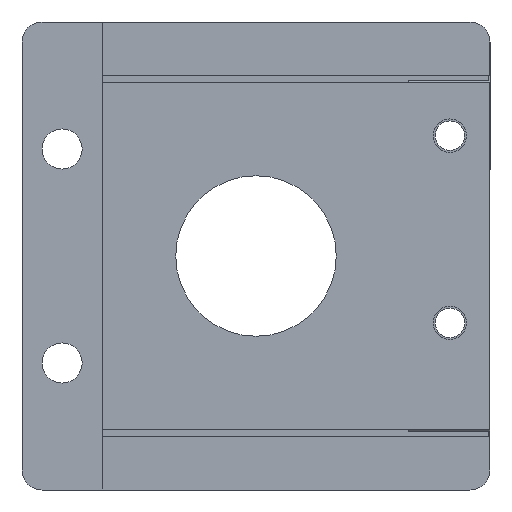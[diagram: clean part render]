
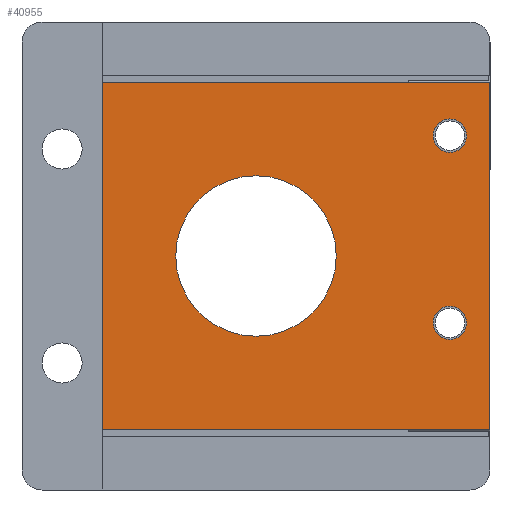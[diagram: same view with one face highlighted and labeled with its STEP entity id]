
A CAD part, front view. The second image highlights one B-rep face of the part: STEP entity #40955.
In plain terms, the highlighted planar face has unit normal (0, -1, 0).
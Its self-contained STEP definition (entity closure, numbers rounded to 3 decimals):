
#610 = VERTEX_POINT ( 'NONE', #56856 ) ;
#895 = AXIS2_PLACEMENT_3D ( 'NONE', #12852, #17843, #33209 ) ;
#1116 = ORIENTED_EDGE ( 'NONE', *, *, #16844, .T. ) ;
#1199 = AXIS2_PLACEMENT_3D ( 'NONE', #7456, #53488, #3128 ) ;
#1568 = EDGE_CURVE ( 'NONE', #48892, #25892, #48662, .T. ) ;
#1609 = CARTESIAN_POINT ( 'NONE',  ( 14.5, 0.5, -5. ) ) ;
#2535 = CARTESIAN_POINT ( 'NONE',  ( -11.5, 0.5, -17.5 ) ) ;
#3128 = DIRECTION ( 'NONE',  ( 0., 0., -1. ) ) ;
#6782 = ORIENTED_EDGE ( 'NONE', *, *, #61468, .T. ) ;
#7042 = ORIENTED_EDGE ( 'NONE', *, *, #35153, .F. ) ;
#7456 = CARTESIAN_POINT ( 'NONE',  ( 14.5, 0.5, 9. ) ) ;
#8748 = DIRECTION ( 'NONE',  ( 0., -1., 0. ) ) ;
#9078 = CARTESIAN_POINT ( 'NONE',  ( -11.5, 0.5, -13. ) ) ;
#9159 = CARTESIAN_POINT ( 'NONE',  ( 0., 0.5, 0. ) ) ;
#10925 = CARTESIAN_POINT ( 'NONE',  ( -11.5, 0.5, 13. ) ) ;
#11243 = AXIS2_PLACEMENT_3D ( 'NONE', #39035, #8748, #24089 ) ;
#11736 = ORIENTED_EDGE ( 'NONE', *, *, #35306, .F. ) ;
#12852 = CARTESIAN_POINT ( 'NONE',  ( 0., 0.5, 0. ) ) ;
#14171 = ORIENTED_EDGE ( 'NONE', *, *, #1568, .F. ) ;
#15847 = CARTESIAN_POINT ( 'NONE',  ( 0., 0.5, 6. ) ) ;
#16844 = EDGE_CURVE ( 'NONE', #18391, #63229, #28173, .T. ) ;
#17079 = LINE ( 'NONE', #52817, #38193 ) ;
#17426 = VERTEX_POINT ( 'NONE', #61260 ) ;
#17843 = DIRECTION ( 'NONE',  ( 0., -1., 0. ) ) ;
#18391 = VERTEX_POINT ( 'NONE', #10925 ) ;
#18873 = ORIENTED_EDGE ( 'NONE', *, *, #52042, .F. ) ;
#20299 = CIRCLE ( 'NONE', #1199, 1.25 ) ;
#20802 = CIRCLE ( 'NONE', #11243, 6. ) ;
#21020 = VECTOR ( 'NONE', #32598, 1000. ) ;
#21781 = CARTESIAN_POINT ( 'NONE',  ( 0., 0.5, -6. ) ) ;
#23303 = DIRECTION ( 'NONE',  ( 0., 0., 1. ) ) ;
#24089 = DIRECTION ( 'NONE',  ( 0., 0., -1. ) ) ;
#25373 = CIRCLE ( 'NONE', #50925, 1.25 ) ;
#25855 = DIRECTION ( 'NONE',  ( 0., -1., 0. ) ) ;
#25892 = VERTEX_POINT ( 'NONE', #64831 ) ;
#26104 = AXIS2_PLACEMENT_3D ( 'NONE', #9159, #29494, #39779 ) ;
#27898 = DIRECTION ( 'NONE',  ( 0., -1., 0. ) ) ;
#27997 = CARTESIAN_POINT ( 'NONE',  ( 17.5, 0.5, -17.5 ) ) ;
#28096 = EDGE_LOOP ( 'NONE', ( #64971, #7042 ) ) ;
#28173 = LINE ( 'NONE', #2535, #34340 ) ;
#28810 = FACE_BOUND ( 'NONE', #28096, .T. ) ;
#29494 = DIRECTION ( 'NONE',  ( 0., -1., 0. ) ) ;
#30789 = CARTESIAN_POINT ( 'NONE',  ( 14.5, 0.5, 7.75 ) ) ;
#32333 = CARTESIAN_POINT ( 'NONE',  ( 17.5, 0.5, -13. ) ) ;
#32457 = VECTOR ( 'NONE', #23303, 1000. ) ;
#32598 = DIRECTION ( 'NONE',  ( 1., 0., 0. ) ) ;
#32960 = LINE ( 'NONE', #27997, #32457 ) ;
#33209 = DIRECTION ( 'NONE',  ( 0., 0., -1. ) ) ;
#33211 = DIRECTION ( 'NONE',  ( 0., 0., -1. ) ) ;
#34340 = VECTOR ( 'NONE', #48519, 1000. ) ;
#34481 = FACE_BOUND ( 'NONE', #36757, .T. ) ;
#34584 = VERTEX_POINT ( 'NONE', #21781 ) ;
#35153 = EDGE_CURVE ( 'NONE', #34584, #44975, #52116, .T. ) ;
#35306 = EDGE_CURVE ( 'NONE', #610, #17426, #25373, .T. ) ;
#36170 = VERTEX_POINT ( 'NONE', #32333 ) ;
#36757 = EDGE_LOOP ( 'NONE', ( #36821, #11736 ) ) ;
#36821 = ORIENTED_EDGE ( 'NONE', *, *, #60796, .F. ) ;
#37337 = CARTESIAN_POINT ( 'NONE',  ( 17.5, 0.5, 13. ) ) ;
#37575 = LINE ( 'NONE', #48601, #21020 ) ;
#38193 = VECTOR ( 'NONE', #63158, 1000. ) ;
#39035 = CARTESIAN_POINT ( 'NONE',  ( 0., 0.5, 0. ) ) ;
#39779 = DIRECTION ( 'NONE',  ( 0., 0., -1. ) ) ;
#39806 = ORIENTED_EDGE ( 'NONE', *, *, #64516, .F. ) ;
#40234 = ORIENTED_EDGE ( 'NONE', *, *, #45674, .F. ) ;
#40955 = ADVANCED_FACE ( 'NONE', ( #49153, #34481, #55497, #28810 ), #44488, .T. ) ;
#41676 = EDGE_CURVE ( 'NONE', #44975, #34584, #20802, .T. ) ;
#44061 = DIRECTION ( 'NONE',  ( 0., -1., 0. ) ) ;
#44268 = AXIS2_PLACEMENT_3D ( 'NONE', #1609, #27898, #33211 ) ;
#44488 = PLANE ( 'NONE',  #26104 ) ;
#44975 = VERTEX_POINT ( 'NONE', #15847 ) ;
#45674 = EDGE_CURVE ( 'NONE', #25892, #48892, #20299, .T. ) ;
#46358 = CIRCLE ( 'NONE', #44268, 1.25 ) ;
#48254 = EDGE_LOOP ( 'NONE', ( #40234, #14171 ) ) ;
#48410 = DIRECTION ( 'NONE',  ( 0., 0., -1. ) ) ;
#48519 = DIRECTION ( 'NONE',  ( 0., 0., -1. ) ) ;
#48601 = CARTESIAN_POINT ( 'NONE',  ( 0., 0.5, 13. ) ) ;
#48662 = CIRCLE ( 'NONE', #63622, 1.25 ) ;
#48892 = VERTEX_POINT ( 'NONE', #30789 ) ;
#49153 = FACE_OUTER_BOUND ( 'NONE', #65594, .T. ) ;
#50925 = AXIS2_PLACEMENT_3D ( 'NONE', #51182, #25855, #58331 ) ;
#51145 = VERTEX_POINT ( 'NONE', #37337 ) ;
#51182 = CARTESIAN_POINT ( 'NONE',  ( 14.5, 0.5, -5. ) ) ;
#52042 = EDGE_CURVE ( 'NONE', #36170, #63229, #17079, .T. ) ;
#52116 = CIRCLE ( 'NONE', #895, 6. ) ;
#52817 = CARTESIAN_POINT ( 'NONE',  ( 0., 0.5, -13. ) ) ;
#53488 = DIRECTION ( 'NONE',  ( 0., -1., 0. ) ) ;
#55497 = FACE_BOUND ( 'NONE', #48254, .T. ) ;
#56856 = CARTESIAN_POINT ( 'NONE',  ( 14.5, 0.5, -6.25 ) ) ;
#58331 = DIRECTION ( 'NONE',  ( 0., 0., -1. ) ) ;
#60796 = EDGE_CURVE ( 'NONE', #17426, #610, #46358, .T. ) ;
#61260 = CARTESIAN_POINT ( 'NONE',  ( 14.5, 0.5, -3.75 ) ) ;
#61468 = EDGE_CURVE ( 'NONE', #36170, #51145, #32960, .T. ) ;
#62206 = CARTESIAN_POINT ( 'NONE',  ( 14.5, 0.5, 9. ) ) ;
#63158 = DIRECTION ( 'NONE',  ( -1., 0., 0. ) ) ;
#63229 = VERTEX_POINT ( 'NONE', #9078 ) ;
#63622 = AXIS2_PLACEMENT_3D ( 'NONE', #62206, #44061, #48410 ) ;
#64516 = EDGE_CURVE ( 'NONE', #18391, #51145, #37575, .T. ) ;
#64831 = CARTESIAN_POINT ( 'NONE',  ( 14.5, 0.5, 10.25 ) ) ;
#64971 = ORIENTED_EDGE ( 'NONE', *, *, #41676, .F. ) ;
#65594 = EDGE_LOOP ( 'NONE', ( #39806, #1116, #18873, #6782 ) ) ;
